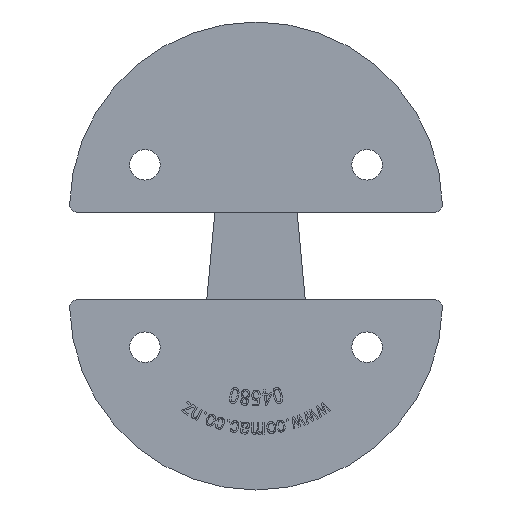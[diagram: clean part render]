
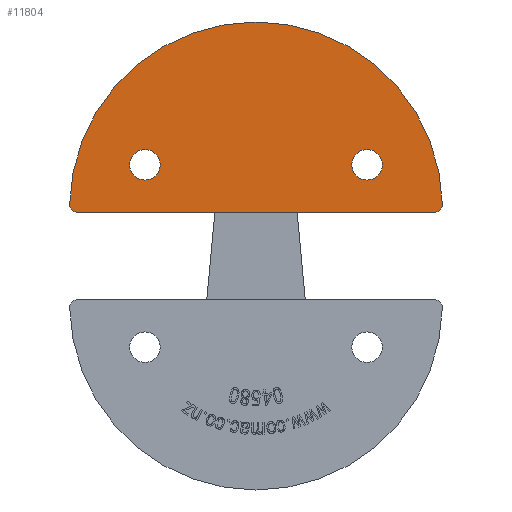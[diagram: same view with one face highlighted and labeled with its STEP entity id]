
A CAD part, front view. The second image highlights one B-rep face of the part: STEP entity #11804.
In plain terms, the highlighted planar face has unit normal (0, -1, 0).
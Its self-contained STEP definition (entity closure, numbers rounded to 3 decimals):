
#15 = DIRECTION ( 'NONE',  ( 0., 1., 0. ) ) ;
#187 = CIRCLE ( 'NONE', #10271, 1.925 ) ;
#567 = VERTEX_POINT ( 'NONE', #10362 ) ;
#719 = EDGE_LOOP ( 'NONE', ( #18708, #16865 ) ) ;
#1081 = DIRECTION ( 'NONE',  ( 0., -1., 0. ) ) ;
#1267 = EDGE_CURVE ( 'NONE', #16075, #10975, #3034, .T. ) ;
#1451 = LINE ( 'NONE', #1664, #10712 ) ;
#1469 = CARTESIAN_POINT ( 'NONE',  ( -23.499, 0., 1.022 ) ) ;
#1503 = VERTEX_POINT ( 'NONE', #18913 ) ;
#1664 = CARTESIAN_POINT ( 'NONE',  ( -22.5, 0., 0. ) ) ;
#2490 = DIRECTION ( 'NONE',  ( 0., 0., 1. ) ) ;
#3034 = CIRCLE ( 'NONE', #3732, 1.925 ) ;
#3126 = CARTESIAN_POINT ( 'NONE',  ( 22.5, 0., 0. ) ) ;
#3158 = AXIS2_PLACEMENT_3D ( 'NONE', #11697, #15, #10228 ) ;
#3577 = CIRCLE ( 'NONE', #3158, 1. ) ;
#3732 = AXIS2_PLACEMENT_3D ( 'NONE', #4816, #15169, #6296 ) ;
#3857 = CARTESIAN_POINT ( 'NONE',  ( -14., 0., 4.075 ) ) ;
#3942 = EDGE_CURVE ( 'NONE', #8009, #1503, #1451, .T. ) ;
#3961 = CARTESIAN_POINT ( 'NONE',  ( 23.499, 0., 1.022 ) ) ;
#4200 = EDGE_CURVE ( 'NONE', #8522, #567, #10457, .T. ) ;
#4508 = AXIS2_PLACEMENT_3D ( 'NONE', #11774, #12035, #7462 ) ;
#4667 = DIRECTION ( 'NONE',  ( -1., 0., 0. ) ) ;
#4816 = CARTESIAN_POINT ( 'NONE',  ( 14., 0., 6. ) ) ;
#5042 = CARTESIAN_POINT ( 'NONE',  ( -14., 0., 6. ) ) ;
#5432 = CIRCLE ( 'NONE', #13681, 1.925 ) ;
#5608 = ORIENTED_EDGE ( 'NONE', *, *, #6322, .F. ) ;
#6296 = DIRECTION ( 'NONE',  ( 0., 0., 1. ) ) ;
#6322 = EDGE_CURVE ( 'NONE', #11698, #8713, #11675, .T. ) ;
#6524 = DIRECTION ( 'NONE',  ( 0., 0., 1. ) ) ;
#6610 = EDGE_CURVE ( 'NONE', #567, #8522, #5432, .T. ) ;
#6647 = DIRECTION ( 'NONE',  ( 0., 1., 0. ) ) ;
#6934 = DIRECTION ( 'NONE',  ( 0., 0., -1. ) ) ;
#6955 = DIRECTION ( 'NONE',  ( 0., 0., 1. ) ) ;
#6963 = EDGE_LOOP ( 'NONE', ( #7033, #18811 ) ) ;
#7033 = ORIENTED_EDGE ( 'NONE', *, *, #10676, .T. ) ;
#7328 = FACE_BOUND ( 'NONE', #6963, .T. ) ;
#7462 = DIRECTION ( 'NONE',  ( 0., 0., 1. ) ) ;
#7743 = CARTESIAN_POINT ( 'NONE',  ( 14., 0., 4.075 ) ) ;
#8009 = VERTEX_POINT ( 'NONE', #3126 ) ;
#8237 = DIRECTION ( 'NONE',  ( 0., 1., 0. ) ) ;
#8414 = CARTESIAN_POINT ( 'NONE',  ( 14., 0., 7.925 ) ) ;
#8522 = VERTEX_POINT ( 'NONE', #3857 ) ;
#8713 = VERTEX_POINT ( 'NONE', #3961 ) ;
#8789 = ORIENTED_EDGE ( 'NONE', *, *, #14479, .F. ) ;
#9566 = DIRECTION ( 'NONE',  ( 0., 1., 0. ) ) ;
#9568 = CARTESIAN_POINT ( 'NONE',  ( -14., 0., 6. ) ) ;
#9856 = FACE_OUTER_BOUND ( 'NONE', #18333, .T. ) ;
#10228 = DIRECTION ( 'NONE',  ( 0., 0., -1. ) ) ;
#10271 = AXIS2_PLACEMENT_3D ( 'NONE', #13948, #9566, #16933 ) ;
#10362 = CARTESIAN_POINT ( 'NONE',  ( -14., 0., 7.925 ) ) ;
#10457 = CIRCLE ( 'NONE', #11922, 1.925 ) ;
#10676 = EDGE_CURVE ( 'NONE', #10975, #16075, #187, .T. ) ;
#10712 = VECTOR ( 'NONE', #4667, 1000. ) ;
#10975 = VERTEX_POINT ( 'NONE', #7743 ) ;
#11324 = CARTESIAN_POINT ( 'NONE',  ( -22.5, 0., 1. ) ) ;
#11430 = AXIS2_PLACEMENT_3D ( 'NONE', #11324, #8237, #2490 ) ;
#11612 = AXIS2_PLACEMENT_3D ( 'NONE', #15613, #1081, #6934 ) ;
#11675 = CIRCLE ( 'NONE', #4508, 23.505 ) ;
#11697 = CARTESIAN_POINT ( 'NONE',  ( 22.5, 0., 1. ) ) ;
#11698 = VERTEX_POINT ( 'NONE', #1469 ) ;
#11774 = CARTESIAN_POINT ( 'NONE',  ( 0., 0., 0.495 ) ) ;
#11804 = ADVANCED_FACE ( 'NONE', ( #14485, #9856, #7328 ), #15503, .T. ) ;
#11922 = AXIS2_PLACEMENT_3D ( 'NONE', #9568, #6647, #6955 ) ;
#12035 = DIRECTION ( 'NONE',  ( 0., 1., 0. ) ) ;
#13246 = CIRCLE ( 'NONE', #11430, 1. ) ;
#13681 = AXIS2_PLACEMENT_3D ( 'NONE', #5042, #15396, #6524 ) ;
#13948 = CARTESIAN_POINT ( 'NONE',  ( 14., 0., 6. ) ) ;
#14107 = EDGE_CURVE ( 'NONE', #1503, #11698, #13246, .T. ) ;
#14479 = EDGE_CURVE ( 'NONE', #8713, #8009, #3577, .T. ) ;
#14485 = FACE_BOUND ( 'NONE', #719, .T. ) ;
#14603 = ORIENTED_EDGE ( 'NONE', *, *, #3942, .F. ) ;
#15169 = DIRECTION ( 'NONE',  ( 0., 1., 0. ) ) ;
#15396 = DIRECTION ( 'NONE',  ( 0., 1., 0. ) ) ;
#15503 = PLANE ( 'NONE',  #11612 ) ;
#15613 = CARTESIAN_POINT ( 'NONE',  ( 22.5, 0., 1. ) ) ;
#16075 = VERTEX_POINT ( 'NONE', #8414 ) ;
#16865 = ORIENTED_EDGE ( 'NONE', *, *, #6610, .T. ) ;
#16933 = DIRECTION ( 'NONE',  ( 0., 0., 1. ) ) ;
#17289 = ORIENTED_EDGE ( 'NONE', *, *, #14107, .F. ) ;
#18333 = EDGE_LOOP ( 'NONE', ( #8789, #5608, #17289, #14603 ) ) ;
#18708 = ORIENTED_EDGE ( 'NONE', *, *, #4200, .T. ) ;
#18811 = ORIENTED_EDGE ( 'NONE', *, *, #1267, .T. ) ;
#18913 = CARTESIAN_POINT ( 'NONE',  ( -22.5, 0., 0. ) ) ;
